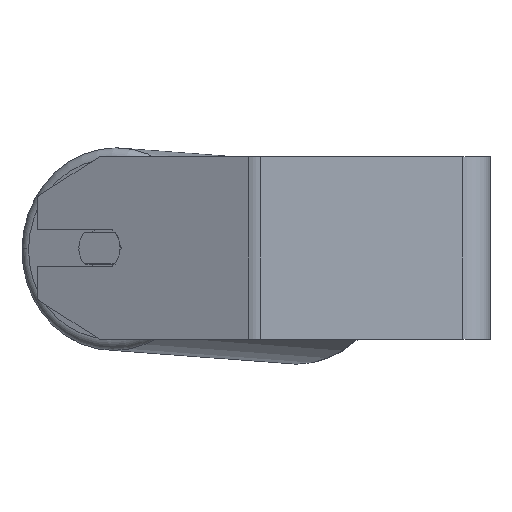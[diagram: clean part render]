
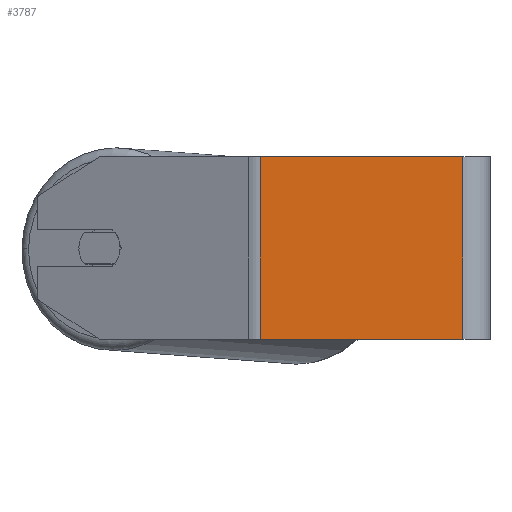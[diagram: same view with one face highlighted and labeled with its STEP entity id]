
A CAD part, left-side view. The second image highlights one B-rep face of the part: STEP entity #3787.
In plain terms, the highlighted planar face has unit normal (-1, 0, 0).
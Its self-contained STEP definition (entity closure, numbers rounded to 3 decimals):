
#43 = ORIENTED_EDGE ( 'NONE', *, *, #2597, .F. ) ;
#91 = EDGE_CURVE ( 'NONE', #2797, #1744, #2722, .T. ) ;
#193 = DIRECTION ( 'NONE',  ( 0., 0., -1. ) ) ;
#224 = PLANE ( 'NONE',  #2072 ) ;
#323 = ORIENTED_EDGE ( 'NONE', *, *, #3030, .T. ) ;
#406 = LINE ( 'NONE', #1990, #3202 ) ;
#703 = CARTESIAN_POINT ( 'NONE',  ( -245., 12., -40. ) ) ;
#708 = CARTESIAN_POINT ( 'NONE',  ( -245., 12., 40. ) ) ;
#885 = CARTESIAN_POINT ( 'NONE',  ( -245., 100.811, 40. ) ) ;
#1416 = LINE ( 'NONE', #885, #3512 ) ;
#1496 = CARTESIAN_POINT ( 'NONE',  ( -245., 100.811, -40. ) ) ;
#1744 = VERTEX_POINT ( 'NONE', #703 ) ;
#1990 = CARTESIAN_POINT ( 'NONE',  ( -245., 103.471, 40. ) ) ;
#2072 = AXIS2_PLACEMENT_3D ( 'NONE', #2232, #4524, #193 ) ;
#2154 = VERTEX_POINT ( 'NONE', #3520 ) ;
#2232 = CARTESIAN_POINT ( 'NONE',  ( -245., 103.471, 40. ) ) ;
#2369 = FACE_OUTER_BOUND ( 'NONE', #4371, .T. ) ;
#2597 = EDGE_CURVE ( 'NONE', #2939, #2154, #406, .T. ) ;
#2722 = LINE ( 'NONE', #3319, #5968 ) ;
#2797 = VERTEX_POINT ( 'NONE', #1496 ) ;
#2820 = DIRECTION ( 'NONE',  ( 0., -1., 0. ) ) ;
#2854 = DIRECTION ( 'NONE',  ( 0., 0., -1. ) ) ;
#2939 = VERTEX_POINT ( 'NONE', #3603 ) ;
#3030 = EDGE_CURVE ( 'NONE', #2939, #2797, #1416, .T. ) ;
#3202 = VECTOR ( 'NONE', #4032, 1000. ) ;
#3319 = CARTESIAN_POINT ( 'NONE',  ( -245., 103.471, -40. ) ) ;
#3478 = ORIENTED_EDGE ( 'NONE', *, *, #91, .T. ) ;
#3512 = VECTOR ( 'NONE', #6138, 1000. ) ;
#3520 = CARTESIAN_POINT ( 'NONE',  ( -245., 12., 40. ) ) ;
#3603 = CARTESIAN_POINT ( 'NONE',  ( -245., 100.811, 40. ) ) ;
#3787 = ADVANCED_FACE ( 'NONE', ( #2369 ), #224, .F. ) ;
#4032 = DIRECTION ( 'NONE',  ( 0., -1., 0. ) ) ;
#4336 = VECTOR ( 'NONE', #2854, 1000. ) ;
#4371 = EDGE_LOOP ( 'NONE', ( #3478, #5592, #43, #323 ) ) ;
#4524 = DIRECTION ( 'NONE',  ( 1., 0., 0. ) ) ;
#5267 = EDGE_CURVE ( 'NONE', #2154, #1744, #5536, .T. ) ;
#5536 = LINE ( 'NONE', #708, #4336 ) ;
#5592 = ORIENTED_EDGE ( 'NONE', *, *, #5267, .F. ) ;
#5968 = VECTOR ( 'NONE', #2820, 1000. ) ;
#6138 = DIRECTION ( 'NONE',  ( 0., 0., -1. ) ) ;
